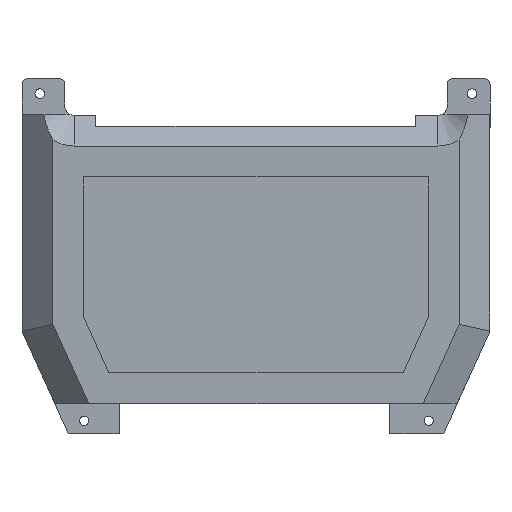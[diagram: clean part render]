
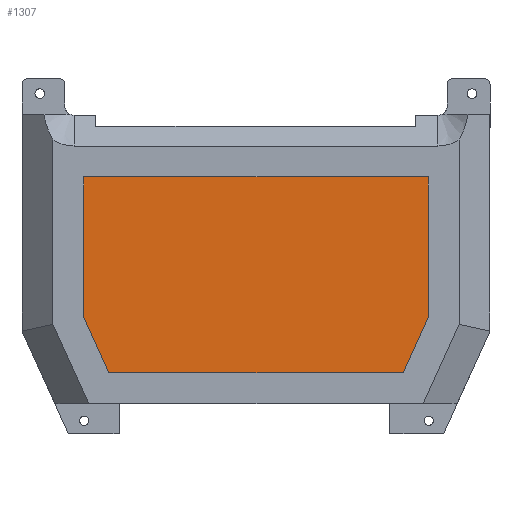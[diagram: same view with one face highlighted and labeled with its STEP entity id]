
A CAD part, top view. The second image highlights one B-rep face of the part: STEP entity #1307.
In plain terms, the highlighted planar face has unit normal (0, 0, 1).
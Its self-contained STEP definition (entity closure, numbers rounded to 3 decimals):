
#133 = VECTOR ( 'NONE', #537, 1000. ) ;
#189 = EDGE_CURVE ( 'NONE', #1621, #834, #2714, .T. ) ;
#387 = LINE ( 'NONE', #1249, #736 ) ;
#388 = CARTESIAN_POINT ( 'NONE',  ( -90.797, -23.8, 41. ) ) ;
#505 = CARTESIAN_POINT ( 'NONE',  ( -90.797, 21.724, 41. ) ) ;
#537 = DIRECTION ( 'NONE',  ( 0.412, -0.911, 0. ) ) ;
#608 = VERTEX_POINT ( 'NONE', #388 ) ;
#611 = FACE_OUTER_BOUND ( 'NONE', #1341, .T. ) ;
#667 = DIRECTION ( 'NONE',  ( 1., 0., 0. ) ) ;
#694 = ORIENTED_EDGE ( 'NONE', *, *, #1044, .T. ) ;
#708 = ORIENTED_EDGE ( 'NONE', *, *, #1291, .T. ) ;
#736 = VECTOR ( 'NONE', #1884, 1000. ) ;
#811 = ORIENTED_EDGE ( 'NONE', *, *, #189, .T. ) ;
#834 = VERTEX_POINT ( 'NONE', #1762 ) ;
#1015 = EDGE_CURVE ( 'NONE', #1297, #608, #2509, .T. ) ;
#1029 = VECTOR ( 'NONE', #1493, 1000. ) ;
#1044 = EDGE_CURVE ( 'NONE', #1349, #1297, #2739, .T. ) ;
#1150 = LINE ( 'NONE', #1385, #133 ) ;
#1249 = CARTESIAN_POINT ( 'NONE',  ( -90.797, 21.724, 41. ) ) ;
#1291 = EDGE_CURVE ( 'NONE', #2633, #1621, #387, .T. ) ;
#1297 = VERTEX_POINT ( 'NONE', #1679 ) ;
#1307 = ADVANCED_FACE ( 'NONE', ( #611 ), #1764, .T. ) ;
#1318 = VECTOR ( 'NONE', #1918, 1000. ) ;
#1341 = EDGE_LOOP ( 'NONE', ( #1761, #1539, #708, #811, #2391, #694 ) ) ;
#1342 = CARTESIAN_POINT ( 'NONE',  ( -90.797, -23.8, 41. ) ) ;
#1349 = VERTEX_POINT ( 'NONE', #2632 ) ;
#1385 = CARTESIAN_POINT ( 'NONE',  ( -202.198, -23.8, 41. ) ) ;
#1450 = VECTOR ( 'NONE', #1653, 1000. ) ;
#1475 = CARTESIAN_POINT ( 'NONE',  ( -98.87, -41.635, 41. ) ) ;
#1493 = DIRECTION ( 'NONE',  ( 0., 1., 0. ) ) ;
#1539 = ORIENTED_EDGE ( 'NONE', *, *, #2203, .T. ) ;
#1621 = VERTEX_POINT ( 'NONE', #1851 ) ;
#1653 = DIRECTION ( 'NONE',  ( 0., -1., 0. ) ) ;
#1670 = VECTOR ( 'NONE', #2551, 1000. ) ;
#1679 = CARTESIAN_POINT ( 'NONE',  ( -98.87, -41.635, 41. ) ) ;
#1761 = ORIENTED_EDGE ( 'NONE', *, *, #1015, .T. ) ;
#1762 = CARTESIAN_POINT ( 'NONE',  ( -202.198, -23.8, 41. ) ) ;
#1764 = PLANE ( 'NONE',  #2072 ) ;
#1776 = CARTESIAN_POINT ( 'NONE',  ( 0., 0., 41. ) ) ;
#1851 = CARTESIAN_POINT ( 'NONE',  ( -202.198, 21.724, 41. ) ) ;
#1884 = DIRECTION ( 'NONE',  ( -1., 0., 0. ) ) ;
#1915 = EDGE_CURVE ( 'NONE', #834, #1349, #1150, .T. ) ;
#1918 = DIRECTION ( 'NONE',  ( 0.412, 0.911, 0. ) ) ;
#2072 = AXIS2_PLACEMENT_3D ( 'NONE', #1776, #2436, #667 ) ;
#2101 = CARTESIAN_POINT ( 'NONE',  ( -202.198, 21.724, 41. ) ) ;
#2203 = EDGE_CURVE ( 'NONE', #608, #2633, #2627, .T. ) ;
#2292 = CARTESIAN_POINT ( 'NONE',  ( -194.125, -41.635, 41. ) ) ;
#2391 = ORIENTED_EDGE ( 'NONE', *, *, #1915, .T. ) ;
#2436 = DIRECTION ( 'NONE',  ( 0., 0., 1. ) ) ;
#2509 = LINE ( 'NONE', #1475, #1318 ) ;
#2551 = DIRECTION ( 'NONE',  ( 1., 0., 0. ) ) ;
#2627 = LINE ( 'NONE', #1342, #1029 ) ;
#2632 = CARTESIAN_POINT ( 'NONE',  ( -194.125, -41.635, 41. ) ) ;
#2633 = VERTEX_POINT ( 'NONE', #505 ) ;
#2714 = LINE ( 'NONE', #2101, #1450 ) ;
#2739 = LINE ( 'NONE', #2292, #1670 ) ;
